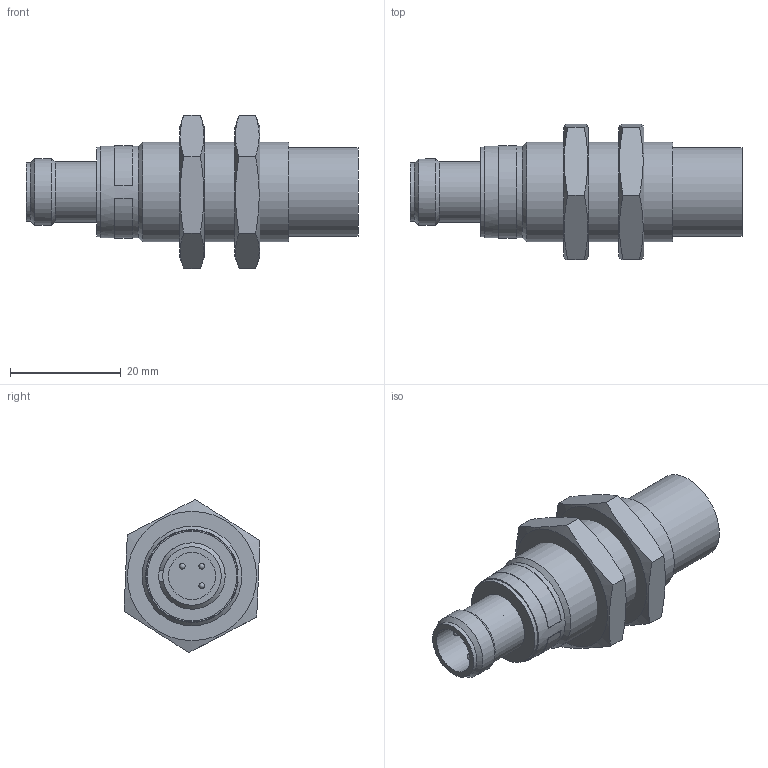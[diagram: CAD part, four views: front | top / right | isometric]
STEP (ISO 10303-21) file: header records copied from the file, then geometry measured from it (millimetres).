
FILE_DESCRIPTION (( 'STEP AP214' ), '1' );
FILE_NAME ('PBK-AN-2H.STEP', '2012-06-18T19:52:55', ( '.adc' ), ( '' ), 'SwSTEP 2.0', 'SolidWorks 2011', '' );
FILE_SCHEMA (( 'AUTOMOTIVE_DESIGN' ));
Length unit declared in the file: millimetre
Products named in the file (1): PBK-AN-2H
Bounding box: 60 x 24.57 x 27.69 mm (x, y, z)
Volume: 14150.2 mm3; surface area: 6934.7 mm2
Topology: 8 solids, 9 shells, 66 faces, 142 edges, 92 vertices
Faces by surface type: plane 38, cylinder 18, cone 7, sphere 3
Full cylindrical faces by diameter (mm): 1 x3, 1.25 x1, 1.5 x1, 8.5 x1, 10 x1, 10.5 x1, 10.55 x1, 10.9 x1, 12 x1, 16 x1, 16.15 x1, 16.6 x1, 17 x2, 18 x1
Entity records: 2229 total; most frequent: CARTESIAN_POINT 462, DIRECTION 246, ORIENTED_EDGE 192, AXIS2_PLACEMENT_3D 110, EDGE_LOOP 100, EDGE_CURVE 96, FACE_OUTER_BOUND 83, VERTEX_POINT 76
